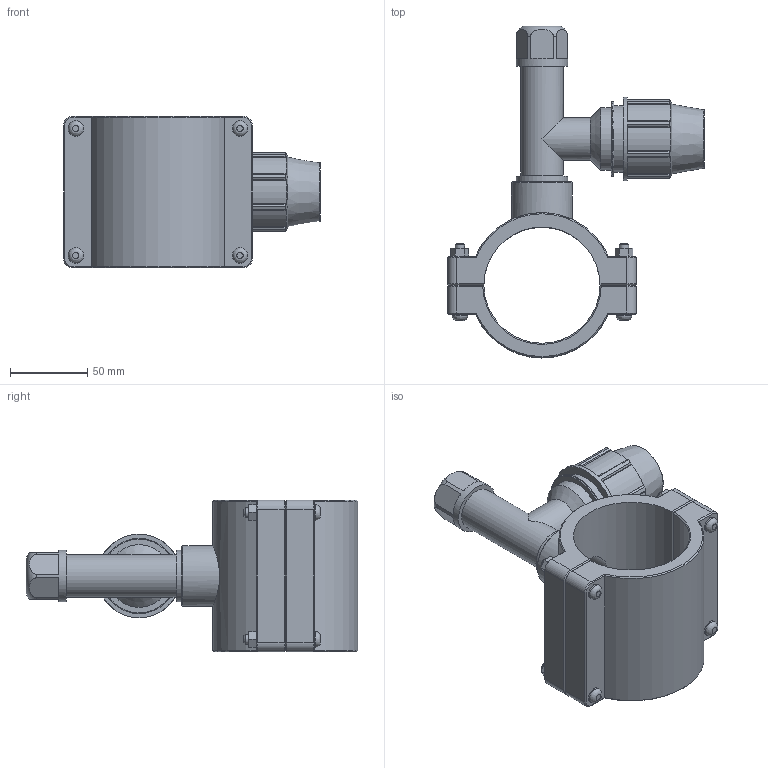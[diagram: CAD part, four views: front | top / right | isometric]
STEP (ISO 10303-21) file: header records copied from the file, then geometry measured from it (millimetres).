
FILE_DESCRIPTION(/* description */ ('PLASSON TAPPER FOR PE+PVC PIPE 75-25'),/* implementation_level */ '2;1');
FILE_NAME(/* name */ '165400075025_165406075025.ipt.stp',/* time_stamp */ '2017-06-18T09:28:28+03:00',/* author */ ('KIM'),/* organization */ (''),/* preprocessor_version */ 'ST-DEVELOPER v15.6',/* originating_system */ 'Autodesk Inventor 2015',/* authorisation */ '');
FILE_SCHEMA (('AUTOMOTIVE_DESIGN { 1 0 10303 214 3 1 1 }'));
Length unit declared in the file: millimetre
Products named in the file (1): 165400075025_165406075025
Bounding box: 166 x 214.38 x 98 mm (x, y, z)
Volume: 479727.9 mm3; surface area: 119898.8 mm2
Topology: 1 solids, 1 shells, 232 faces, 566 edges, 363 vertices
Faces by surface type: plane 145, cylinder 47, cone 32, torus 4, bspline 4
Full cylindrical faces by diameter (mm): 6 x4, 10 x8, 20 x1, 25 x2, 27.262 x2, 30.291 x1, 33.32 x2, 39.378 x1, 40.5 x1, 43.2 x1, 48.6 x1, 54 x1
Entity records: 7156 total; most frequent: CARTESIAN_POINT 1608, DIRECTION 1096, ORIENTED_EDGE 1042, EDGE_CURVE 521, AXIS2_PLACEMENT_3D 396, VERTEX_POINT 356, EDGE_LOOP 305, LINE 304
